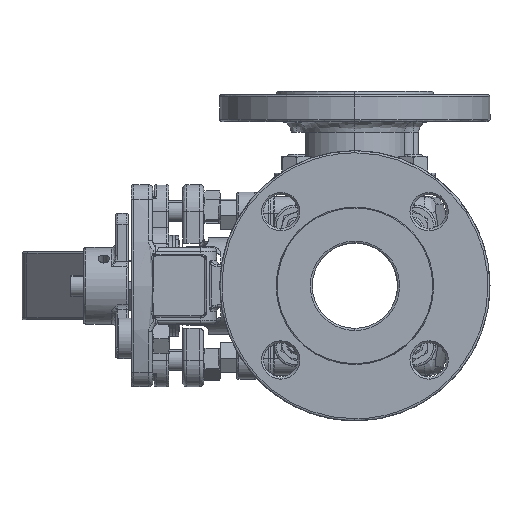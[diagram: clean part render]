
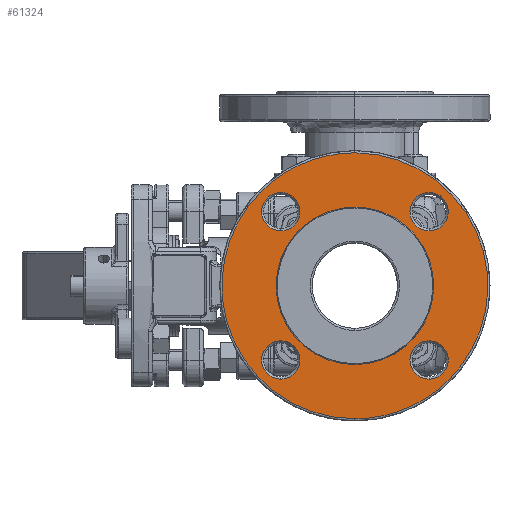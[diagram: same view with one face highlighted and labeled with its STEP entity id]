
A CAD part, left-side view. The second image highlights one B-rep face of the part: STEP entity #61324.
In plain terms, the highlighted planar face has unit normal (-1, 0, 0).
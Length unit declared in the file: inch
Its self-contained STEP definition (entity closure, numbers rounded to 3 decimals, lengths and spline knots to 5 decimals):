
#42 = ORIENTED_EDGE ( 'NONE', *, *, #36897, .T. ) ;
#353 = EDGE_CURVE ( 'NONE', #61529, #25816, #62634, .T. ) ;
#543 = EDGE_LOOP ( 'NONE', ( #13267, #50774 ) ) ;
#827 = ORIENTED_EDGE ( 'NONE', *, *, #64996, .F. ) ;
#1885 = DIRECTION ( 'NONE',  ( 0., 0., -1. ) ) ;
#2548 = DIRECTION ( 'NONE',  ( 1., 0., 0. ) ) ;
#2941 = DIRECTION ( 'NONE',  ( 0., 0., 1. ) ) ;
#3134 = DIRECTION ( 'NONE',  ( -1., 0., 0. ) ) ;
#3269 = DIRECTION ( 'NONE',  ( 1., 0., 0. ) ) ;
#3372 = AXIS2_PLACEMENT_3D ( 'NONE', #8484, #3269, #2941 ) ;
#3439 = CIRCLE ( 'NONE', #65141, 0.35433 ) ;
#3484 =( BOUNDED_CURVE ( )  B_SPLINE_CURVE ( 3, ( #53735, #22422, #11092, #26894 ),
 .UNSPECIFIED., .F., .F. ) 
 B_SPLINE_CURVE_WITH_KNOTS ( ( 4, 4 ),
 ( 0., 1. ),
 .UNSPECIFIED. ) 
 CURVE ( )  GEOMETRIC_REPRESENTATION_ITEM ( )  RATIONAL_B_SPLINE_CURVE ( ( 1., 0.333, 0.333, 1. ) ) 
 REPRESENTATION_ITEM ( '' )  );
#6125 =( BOUNDED_CURVE ( )  B_SPLINE_CURVE ( 3, ( #59976, #22770, #44088, #39205 ),
 .UNSPECIFIED., .F., .F. ) 
 B_SPLINE_CURVE_WITH_KNOTS ( ( 4, 4 ),
 ( 0., 1. ),
 .UNSPECIFIED. ) 
 CURVE ( )  GEOMETRIC_REPRESENTATION_ITEM ( )  RATIONAL_B_SPLINE_CURVE ( ( 1., 0.333, 0.333, 1. ) ) 
 REPRESENTATION_ITEM ( '' )  );
#7397 = VERTEX_POINT ( 'NONE', #39172 ) ;
#7598 = CARTESIAN_POINT ( 'NONE',  ( -3.53937, 0., -2.46063 ) ) ;
#7684 = EDGE_LOOP ( 'NONE', ( #30756, #33931 ) ) ;
#8014 = DIRECTION ( 'NONE',  ( 0., 0., -1. ) ) ;
#8484 = CARTESIAN_POINT ( 'NONE',  ( -3.53937, 1.37246, -1.37246 ) ) ;
#9877 = PLANE ( 'NONE',  #66182 ) ;
#10226 = DIRECTION ( 'NONE',  ( 1., 0., 0. ) ) ;
#10925 = FACE_BOUND ( 'NONE', #21777, .T. ) ;
#11092 = CARTESIAN_POINT ( 'NONE',  ( -3.53937, 4.92126, 2.46063 ) ) ;
#12277 = DIRECTION ( 'NONE',  ( -1., 0., 0. ) ) ;
#12322 = CARTESIAN_POINT ( 'NONE',  ( -3.53937, -1.37246, -1.72679 ) ) ;
#13267 = ORIENTED_EDGE ( 'NONE', *, *, #43861, .T. ) ;
#15684 = CARTESIAN_POINT ( 'NONE',  ( -3.53937, 1.37246, 1.37246 ) ) ;
#15738 = FACE_BOUND ( 'NONE', #543, .T. ) ;
#16337 = VERTEX_POINT ( 'NONE', #18795 ) ;
#16905 = DIRECTION ( 'NONE',  ( 1., 0., 0. ) ) ;
#17424 = VERTEX_POINT ( 'NONE', #7598 ) ;
#17782 = AXIS2_PLACEMENT_3D ( 'NONE', #38958, #33473, #43150 ) ;
#18104 = AXIS2_PLACEMENT_3D ( 'NONE', #21929, #12277, #1885 ) ;
#18239 = DIRECTION ( 'NONE',  ( 1., 0., 0. ) ) ;
#18354 = CIRCLE ( 'NONE', #27083, 1.45782 ) ;
#18795 = CARTESIAN_POINT ( 'NONE',  ( -3.53937, -1.37246, -1.01812 ) ) ;
#19377 = EDGE_LOOP ( 'NONE', ( #28189, #42 ) ) ;
#20272 = CARTESIAN_POINT ( 'NONE',  ( -3.53937, -1.37246, 1.01812 ) ) ;
#20531 = DIRECTION ( 'NONE',  ( 1., 0., 0. ) ) ;
#21362 = CIRCLE ( 'NONE', #45485, 0.35433 ) ;
#21777 = EDGE_LOOP ( 'NONE', ( #26070, #61108 ) ) ;
#21929 = CARTESIAN_POINT ( 'NONE',  ( -3.53937, 0., 0. ) ) ;
#22422 = CARTESIAN_POINT ( 'NONE',  ( -3.53937, 4.92126, -2.46063 ) ) ;
#22770 = CARTESIAN_POINT ( 'NONE',  ( -3.53937, -4.92126, 2.46063 ) ) ;
#23365 = CARTESIAN_POINT ( 'NONE',  ( -3.53937, -1.37246, -1.37246 ) ) ;
#23933 = EDGE_CURVE ( 'NONE', #36129, #61109, #44081, .T. ) ;
#25816 = VERTEX_POINT ( 'NONE', #28169 ) ;
#26070 = ORIENTED_EDGE ( 'NONE', *, *, #61636, .T. ) ;
#26330 = DIRECTION ( 'NONE',  ( 1., 0., 0. ) ) ;
#26338 = DIRECTION ( 'NONE',  ( 0., 0., 1. ) ) ;
#26388 = FACE_BOUND ( 'NONE', #40807, .T. ) ;
#26894 = CARTESIAN_POINT ( 'NONE',  ( -3.53937, 0., 2.46063 ) ) ;
#27083 = AXIS2_PLACEMENT_3D ( 'NONE', #28971, #3134, #8014 ) ;
#28169 = CARTESIAN_POINT ( 'NONE',  ( -3.53937, 1.37246, 1.01812 ) ) ;
#28189 = ORIENTED_EDGE ( 'NONE', *, *, #353, .T. ) ;
#28214 = CARTESIAN_POINT ( 'NONE',  ( -3.53937, -1.37246, 1.37246 ) ) ;
#28913 = CARTESIAN_POINT ( 'NONE',  ( -3.53937, 1.37246, -1.01812 ) ) ;
#28971 = CARTESIAN_POINT ( 'NONE',  ( -3.53937, 0., 0. ) ) ;
#30756 = ORIENTED_EDGE ( 'NONE', *, *, #36634, .T. ) ;
#33179 = EDGE_CURVE ( 'NONE', #54890, #40718, #34644, .T. ) ;
#33473 = DIRECTION ( 'NONE',  ( 1., 0., 0. ) ) ;
#33507 = DIRECTION ( 'NONE',  ( 0., 0., 1. ) ) ;
#33931 = ORIENTED_EDGE ( 'NONE', *, *, #23933, .T. ) ;
#34348 = DIRECTION ( 'NONE',  ( 0., 0., 1. ) ) ;
#34644 = CIRCLE ( 'NONE', #18104, 1.45782 ) ;
#35076 = CIRCLE ( 'NONE', #52701, 0.35433 ) ;
#36129 = VERTEX_POINT ( 'NONE', #53155 ) ;
#36355 = DIRECTION ( 'NONE',  ( 0., 0., -1. ) ) ;
#36634 = EDGE_CURVE ( 'NONE', #61109, #36129, #64877, .T. ) ;
#36679 = CIRCLE ( 'NONE', #45490, 0.35433 ) ;
#36684 = VERTEX_POINT ( 'NONE', #12322 ) ;
#36792 = ORIENTED_EDGE ( 'NONE', *, *, #67856, .F. ) ;
#36845 = ORIENTED_EDGE ( 'NONE', *, *, #57835, .F. ) ;
#36897 = EDGE_CURVE ( 'NONE', #25816, #61529, #35076, .T. ) ;
#37830 = DIRECTION ( 'NONE',  ( 0., 0., 1. ) ) ;
#38058 = DIRECTION ( 'NONE',  ( 0., 0., 1. ) ) ;
#38741 = DIRECTION ( 'NONE',  ( 1., 0., 0. ) ) ;
#38958 = CARTESIAN_POINT ( 'NONE',  ( -3.53937, -1.37246, -1.37246 ) ) ;
#39172 = CARTESIAN_POINT ( 'NONE',  ( -3.53937, 0., 2.46063 ) ) ;
#39205 = CARTESIAN_POINT ( 'NONE',  ( -3.53937, 0., -2.46063 ) ) ;
#39858 = ORIENTED_EDGE ( 'NONE', *, *, #33179, .F. ) ;
#40718 = VERTEX_POINT ( 'NONE', #50044 ) ;
#40807 = EDGE_LOOP ( 'NONE', ( #39858, #36845 ) ) ;
#43150 = DIRECTION ( 'NONE',  ( 0., 0., 1. ) ) ;
#43861 = EDGE_CURVE ( 'NONE', #67911, #64085, #3439, .T. ) ;
#44081 = CIRCLE ( 'NONE', #3372, 0.35433 ) ;
#44088 = CARTESIAN_POINT ( 'NONE',  ( -3.53937, -4.92126, -2.46063 ) ) ;
#45485 = AXIS2_PLACEMENT_3D ( 'NONE', #23365, #18239, #34348 ) ;
#45490 = AXIS2_PLACEMENT_3D ( 'NONE', #28214, #16905, #37830 ) ;
#47454 = CIRCLE ( 'NONE', #17782, 0.35433 ) ;
#49727 = CARTESIAN_POINT ( 'NONE',  ( -3.53937, 1.37246, 1.37246 ) ) ;
#50044 = CARTESIAN_POINT ( 'NONE',  ( -3.53937, 0., 1.45782 ) ) ;
#50774 = ORIENTED_EDGE ( 'NONE', *, *, #66149, .T. ) ;
#52695 = AXIS2_PLACEMENT_3D ( 'NONE', #49727, #2548, #33507 ) ;
#52701 = AXIS2_PLACEMENT_3D ( 'NONE', #15684, #20531, #26338 ) ;
#53037 = EDGE_CURVE ( 'NONE', #36684, #16337, #21362, .T. ) ;
#53155 = CARTESIAN_POINT ( 'NONE',  ( -3.53937, 1.37246, -1.72679 ) ) ;
#53260 = CARTESIAN_POINT ( 'NONE',  ( -3.53937, 1.45782, 0. ) ) ;
#53735 = CARTESIAN_POINT ( 'NONE',  ( -3.53937, 0., -2.46063 ) ) ;
#54890 = VERTEX_POINT ( 'NONE', #62890 ) ;
#54968 = AXIS2_PLACEMENT_3D ( 'NONE', #64696, #38741, #38058 ) ;
#56995 = CARTESIAN_POINT ( 'NONE',  ( -3.53937, 1.37246, 1.72679 ) ) ;
#57424 = FACE_OUTER_BOUND ( 'NONE', #59212, .T. ) ;
#57729 = CARTESIAN_POINT ( 'NONE',  ( -3.53937, -1.37246, 1.37246 ) ) ;
#57835 = EDGE_CURVE ( 'NONE', #40718, #54890, #18354, .T. ) ;
#58476 = FACE_BOUND ( 'NONE', #7684, .T. ) ;
#59212 = EDGE_LOOP ( 'NONE', ( #36792, #827 ) ) ;
#59976 = CARTESIAN_POINT ( 'NONE',  ( -3.53937, 0., 2.46063 ) ) ;
#61108 = ORIENTED_EDGE ( 'NONE', *, *, #53037, .T. ) ;
#61109 = VERTEX_POINT ( 'NONE', #28913 ) ;
#61324 = ADVANCED_FACE ( 'NONE', ( #26388, #57424, #58476, #68129, #15738, #10925 ), #9877, .F. ) ;
#61529 = VERTEX_POINT ( 'NONE', #56995 ) ;
#61636 = EDGE_CURVE ( 'NONE', #16337, #36684, #47454, .T. ) ;
#62634 = CIRCLE ( 'NONE', #52695, 0.35433 ) ;
#62890 = CARTESIAN_POINT ( 'NONE',  ( -3.53937, 0., -1.45782 ) ) ;
#63255 = DIRECTION ( 'NONE',  ( 0., 0., 1. ) ) ;
#64085 = VERTEX_POINT ( 'NONE', #20272 ) ;
#64696 = CARTESIAN_POINT ( 'NONE',  ( -3.53937, 1.37246, -1.37246 ) ) ;
#64877 = CIRCLE ( 'NONE', #54968, 0.35433 ) ;
#64996 = EDGE_CURVE ( 'NONE', #17424, #7397, #3484, .T. ) ;
#65141 = AXIS2_PLACEMENT_3D ( 'NONE', #57729, #26330, #63255 ) ;
#66149 = EDGE_CURVE ( 'NONE', #64085, #67911, #36679, .T. ) ;
#66182 = AXIS2_PLACEMENT_3D ( 'NONE', #53260, #10226, #36355 ) ;
#66506 = CARTESIAN_POINT ( 'NONE',  ( -3.53937, -1.37246, 1.72679 ) ) ;
#67856 = EDGE_CURVE ( 'NONE', #7397, #17424, #6125, .T. ) ;
#67911 = VERTEX_POINT ( 'NONE', #66506 ) ;
#68129 = FACE_BOUND ( 'NONE', #19377, .T. ) ;
